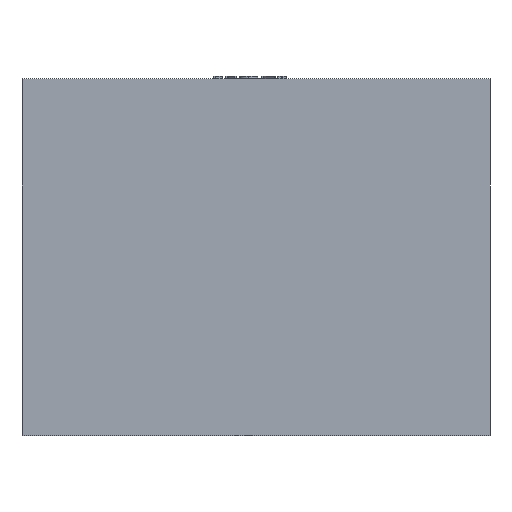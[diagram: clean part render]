
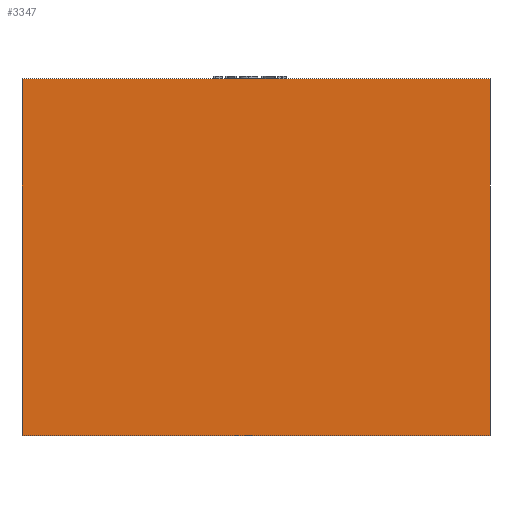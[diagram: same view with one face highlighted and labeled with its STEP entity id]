
A CAD part, front view. The second image highlights one B-rep face of the part: STEP entity #3347.
In plain terms, the highlighted planar face has unit normal (0, -1, 0).
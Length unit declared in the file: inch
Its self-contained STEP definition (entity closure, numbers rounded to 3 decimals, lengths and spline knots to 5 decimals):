
#2 = VERTEX_POINT ( 'NONE', #4208 ) ;
#3 = EDGE_CURVE ( 'NONE', #3220, #2, #4207, .T. ) ;
#16 = ORIENTED_EDGE ( 'NONE', *, *, #3, .F. ) ;
#2829 = CARTESIAN_POINT ( 'NONE',  ( -10., -3.03, 7.75 ) ) ;
#3141 = VERTEX_POINT ( 'NONE', #4699 ) ;
#3142 = EDGE_CURVE ( 'NONE', #3141, #6067, #4681, .T. ) ;
#3220 = VERTEX_POINT ( 'NONE', #4958 ) ;
#3230 = EDGE_CURVE ( 'NONE', #6067, #3220, #4939, .T. ) ;
#3255 = EDGE_LOOP ( 'NONE', ( #16, #3352, #3481, #3406 ) ) ;
#3347 = ADVANCED_FACE ( 'NONE', ( #5171 ), #5210, .T. ) ;
#3349 = EDGE_CURVE ( 'NONE', #2, #3141, #5205, .T. ) ;
#3352 = ORIENTED_EDGE ( 'NONE', *, *, #3230, .F. ) ;
#3406 = ORIENTED_EDGE ( 'NONE', *, *, #3349, .F. ) ;
#3481 = ORIENTED_EDGE ( 'NONE', *, *, #3142, .F. ) ;
#4204 = DIRECTION ( 'NONE',  ( 0., 0., -1. ) ) ;
#4205 = VECTOR ( 'NONE', #4204, 39.37008 ) ;
#4206 = CARTESIAN_POINT ( 'NONE',  ( 10., -3.03, -7.5 ) ) ;
#4207 = LINE ( 'NONE', #4206, #4205 ) ;
#4208 = CARTESIAN_POINT ( 'NONE',  ( 10., -3.03, -7.5 ) ) ;
#4678 = DIRECTION ( 'NONE',  ( 0., 0., 1. ) ) ;
#4679 = VECTOR ( 'NONE', #4678, 39.37008 ) ;
#4680 = CARTESIAN_POINT ( 'NONE',  ( -10., -3.03, -7.5 ) ) ;
#4681 = LINE ( 'NONE', #4680, #4679 ) ;
#4699 = CARTESIAN_POINT ( 'NONE',  ( -10., -3.03, -7.5 ) ) ;
#4936 = DIRECTION ( 'NONE',  ( 1., 0., 0. ) ) ;
#4937 = VECTOR ( 'NONE', #4936, 39.37008 ) ;
#4938 = CARTESIAN_POINT ( 'NONE',  ( 10., -3.03, 7.75 ) ) ;
#4939 = LINE ( 'NONE', #4938, #4937 ) ;
#4958 = CARTESIAN_POINT ( 'NONE',  ( 10., -3.03, 7.75 ) ) ;
#5171 = FACE_OUTER_BOUND ( 'NONE', #3255, .T. ) ;
#5202 = DIRECTION ( 'NONE',  ( -1., 0., 0. ) ) ;
#5203 = VECTOR ( 'NONE', #5202, 39.37008 ) ;
#5204 = CARTESIAN_POINT ( 'NONE',  ( 10., -3.03, -7.5 ) ) ;
#5205 = LINE ( 'NONE', #5204, #5203 ) ;
#5206 = DIRECTION ( 'NONE',  ( 0., 0., -1. ) ) ;
#5207 = DIRECTION ( 'NONE',  ( 0., -1., 0. ) ) ;
#5208 = CARTESIAN_POINT ( 'NONE',  ( 10., -3.03, 7.75 ) ) ;
#5209 = AXIS2_PLACEMENT_3D ( 'NONE', #5208, #5207, #5206 ) ;
#5210 = PLANE ( 'NONE',  #5209 ) ;
#6067 = VERTEX_POINT ( 'NONE', #2829 ) ;
